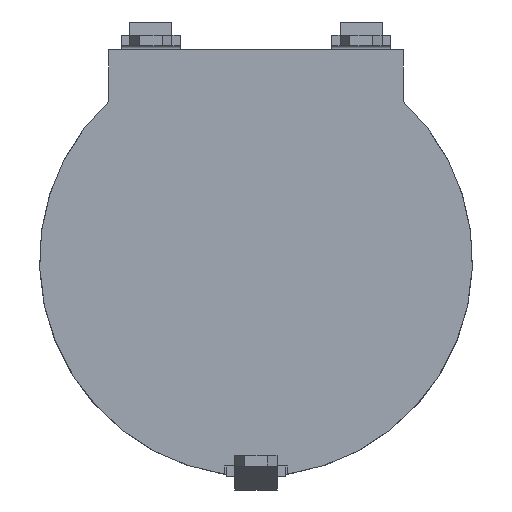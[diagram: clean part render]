
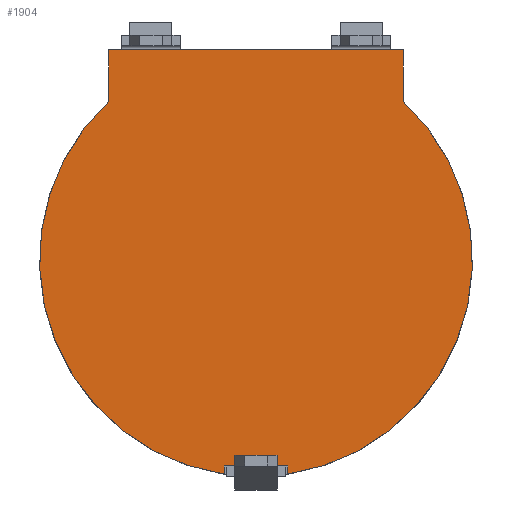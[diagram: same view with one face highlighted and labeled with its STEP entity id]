
A CAD part, front view. The second image highlights one B-rep face of the part: STEP entity #1904.
In plain terms, the highlighted planar face has unit normal (0, -1, 0).
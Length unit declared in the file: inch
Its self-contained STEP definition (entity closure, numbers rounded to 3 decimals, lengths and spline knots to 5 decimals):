
#1=DIRECTION('',(1.,0.,0.));
#2=VECTOR('',#1,0.05512);
#3=CARTESIAN_POINT('',(-0.02756,0.,-0.19291));
#4=LINE('',#3,#2);
#5=DIRECTION('',(1.,0.,0.));
#6=VECTOR('',#5,0.00197);
#7=CARTESIAN_POINT('',(-0.02953,0.,-0.19291));
#8=LINE('',#7,#6);
#9=DIRECTION('',(0.,0.,-1.));
#10=VECTOR('',#9,0.00768);
#11=CARTESIAN_POINT('',(-0.02953,0.,-0.19291));
#12=LINE('',#11,#10);
#13=CARTESIAN_POINT('',(0.,0.,0.));
#14=DIRECTION('',(0.,1.,0.));
#15=DIRECTION('',(-0.146,0.,-0.989));
#16=AXIS2_PLACEMENT_3D('',#13,#14,#15);
#18=DIRECTION('',(0.,0.,1.));
#19=VECTOR('',#18,0.04811);
#20=CARTESIAN_POINT('',(-0.1378,0.,0.14874));
#21=LINE('',#20,#19);
#22=DIRECTION('',(1.,0.,0.));
#23=VECTOR('',#22,0.27559);
#24=CARTESIAN_POINT('',(-0.1378,0.,0.19685));
#25=LINE('',#24,#23);
#26=DIRECTION('',(0.,0.,-1.));
#27=VECTOR('',#26,0.04811);
#28=CARTESIAN_POINT('',(0.1378,0.,0.19685));
#29=LINE('',#28,#27);
#30=CARTESIAN_POINT('',(0.,0.,0.));
#31=DIRECTION('',(0.,1.,0.));
#32=DIRECTION('',(0.68,0.,0.734));
#33=AXIS2_PLACEMENT_3D('',#30,#31,#32);
#35=DIRECTION('',(0.,0.,-1.));
#36=VECTOR('',#35,0.00768);
#37=CARTESIAN_POINT('',(0.02953,0.,-0.19291));
#38=LINE('',#37,#36);
#39=DIRECTION('',(1.,0.,0.));
#40=VECTOR('',#39,0.00197);
#41=CARTESIAN_POINT('',(0.02756,0.,-0.19291));
#42=LINE('',#41,#40);
#1425=CARTESIAN_POINT('',(-0.1378,0.,0.14874));
#1426=CARTESIAN_POINT('',(-0.1378,0.,0.19685));
#1427=VERTEX_POINT('',#1425);
#1428=VERTEX_POINT('',#1426);
#1429=CARTESIAN_POINT('',(0.1378,0.,0.19685));
#1430=VERTEX_POINT('',#1429);
#1431=CARTESIAN_POINT('',(0.1378,0.,0.14874));
#1432=VERTEX_POINT('',#1431);
#1497=CARTESIAN_POINT('',(-0.02953,0.,-0.19291));
#1498=CARTESIAN_POINT('',(-0.02953,0.,-0.20059));
#1499=VERTEX_POINT('',#1497);
#1500=VERTEX_POINT('',#1498);
#1501=CARTESIAN_POINT('',(0.02953,0.,-0.19291));
#1502=CARTESIAN_POINT('',(0.02953,0.,-0.20059));
#1503=VERTEX_POINT('',#1501);
#1504=VERTEX_POINT('',#1502);
#1741=CARTESIAN_POINT('',(-0.02756,0.,-0.19291));
#1742=CARTESIAN_POINT('',(0.02756,0.,-0.19291));
#1743=VERTEX_POINT('',#1741);
#1744=VERTEX_POINT('',#1742);
#1877=CARTESIAN_POINT('',(0.,0.,0.));
#1878=DIRECTION('',(0.,1.,0.));
#1879=DIRECTION('',(1.,0.,0.));
#1880=AXIS2_PLACEMENT_3D('',#1877,#1878,#1879);
#1881=PLANE('',#1880);
#1883=ORIENTED_EDGE('',*,*,#1882,.F.);
#1885=ORIENTED_EDGE('',*,*,#1884,.F.);
#1887=ORIENTED_EDGE('',*,*,#1886,.T.);
#1889=ORIENTED_EDGE('',*,*,#1888,.T.);
#1891=ORIENTED_EDGE('',*,*,#1890,.T.);
#1893=ORIENTED_EDGE('',*,*,#1892,.T.);
#1895=ORIENTED_EDGE('',*,*,#1894,.T.);
#1897=ORIENTED_EDGE('',*,*,#1896,.T.);
#1899=ORIENTED_EDGE('',*,*,#1898,.F.);
#1901=ORIENTED_EDGE('',*,*,#1900,.F.);
#1902=EDGE_LOOP('',(#1883,#1885,#1887,#1889,#1891,#1893,#1895,#1897,#1899,
#1901));
#1903=FACE_OUTER_BOUND('',#1902,.F.);
#1904=ADVANCED_FACE('',(#1903),#1881,.F.);
#17=CIRCLE('',#16,0.20276);
#34=CIRCLE('',#33,0.20276);
#1882=EDGE_CURVE('',#1743,#1744,#4,.T.);
#1884=EDGE_CURVE('',#1499,#1743,#8,.T.);
#1886=EDGE_CURVE('',#1499,#1500,#12,.T.);
#1888=EDGE_CURVE('',#1500,#1427,#17,.T.);
#1890=EDGE_CURVE('',#1427,#1428,#21,.T.);
#1892=EDGE_CURVE('',#1428,#1430,#25,.T.);
#1894=EDGE_CURVE('',#1430,#1432,#29,.T.);
#1896=EDGE_CURVE('',#1432,#1504,#34,.T.);
#1898=EDGE_CURVE('',#1503,#1504,#38,.T.);
#1900=EDGE_CURVE('',#1744,#1503,#42,.T.);
